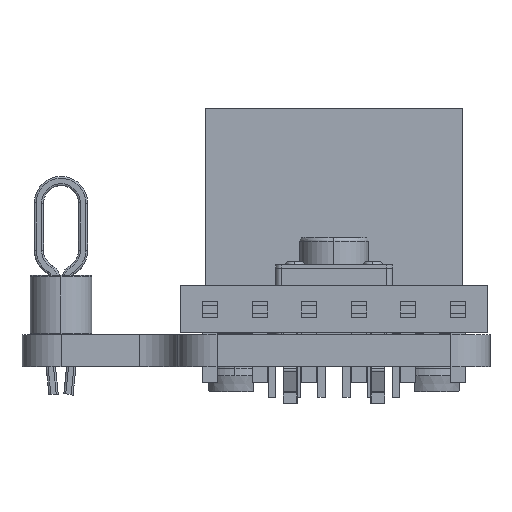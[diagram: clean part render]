
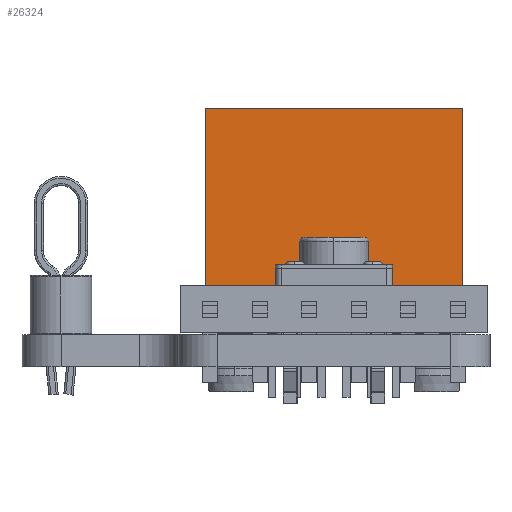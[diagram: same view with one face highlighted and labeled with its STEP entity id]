
A CAD part, left-side view. The second image highlights one B-rep face of the part: STEP entity #26324.
In plain terms, the highlighted face is planar.
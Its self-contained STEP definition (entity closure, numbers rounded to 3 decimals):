
#25509 = VERTEX_POINT('',#25510);
#25510 = CARTESIAN_POINT('',(6.605,-5.75,-18.1));
#25516 = EDGE_CURVE('',#25509,#25517,#25519,.T.);
#25517 = VERTEX_POINT('',#25518);
#25518 = CARTESIAN_POINT('',(6.605,5.75,-18.1));
#25519 = LINE('',#25520,#25521);
#25520 = CARTESIAN_POINT('',(6.605,-5.75,-18.1));
#25521 = VECTOR('',#25522,1.);
#25522 = DIRECTION('',(0.,1.,0.));
#26305 = VERTEX_POINT('',#26306);
#26306 = CARTESIAN_POINT('',(-6.605,5.75,-18.1));
#26314 = EDGE_CURVE('',#25517,#26305,#26315,.T.);
#26315 = LINE('',#26316,#26317);
#26316 = CARTESIAN_POINT('',(6.605,5.75,-18.1));
#26317 = VECTOR('',#26318,1.);
#26318 = DIRECTION('',(-1.,0.,0.));
#26324 = ADVANCED_FACE('',(#26325),#26343,.F.);
#26325 = FACE_BOUND('',#26326,.T.);
#26326 = EDGE_LOOP('',(#26327,#26328,#26336,#26342));
#26327 = ORIENTED_EDGE('',*,*,#25516,.F.);
#26328 = ORIENTED_EDGE('',*,*,#26329,.F.);
#26329 = EDGE_CURVE('',#26330,#25509,#26332,.T.);
#26330 = VERTEX_POINT('',#26331);
#26331 = CARTESIAN_POINT('',(-6.605,-5.75,-18.1));
#26332 = LINE('',#26333,#26334);
#26333 = CARTESIAN_POINT('',(0.,-5.75,-18.1));
#26334 = VECTOR('',#26335,1.);
#26335 = DIRECTION('',(1.,0.,0.));
#26336 = ORIENTED_EDGE('',*,*,#26337,.F.);
#26337 = EDGE_CURVE('',#26305,#26330,#26338,.T.);
#26338 = LINE('',#26339,#26340);
#26339 = CARTESIAN_POINT('',(-6.605,0.,-18.1));
#26340 = VECTOR('',#26341,1.);
#26341 = DIRECTION('',(0.,-1.,0.));
#26342 = ORIENTED_EDGE('',*,*,#26314,.F.);
#26343 = PLANE('',#26344);
#26344 = AXIS2_PLACEMENT_3D('',#26345,#26346,#26347);
#26345 = CARTESIAN_POINT('',(0.,0.,-18.1));
#26346 = DIRECTION('',(0.,0.,1.));
#26347 = DIRECTION('',(1.,0.,0.));
